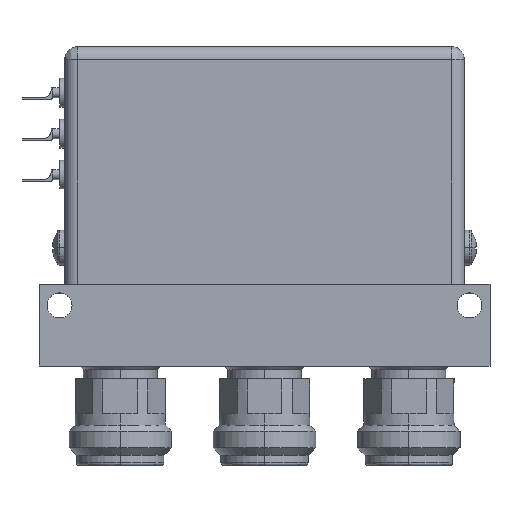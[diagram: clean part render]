
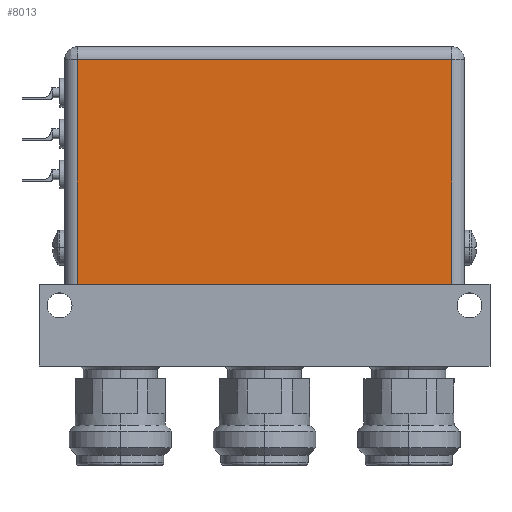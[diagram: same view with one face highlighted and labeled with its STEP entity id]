
A CAD part, top view. The second image highlights one B-rep face of the part: STEP entity #8013.
In plain terms, the highlighted face is planar.
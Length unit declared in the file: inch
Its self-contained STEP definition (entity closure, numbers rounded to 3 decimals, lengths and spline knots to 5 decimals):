
#568 = VECTOR ( 'NONE', #15881, 39.37008 ) ;
#751 = LINE ( 'NONE', #7490, #11342 ) ;
#979 = EDGE_CURVE ( 'NONE', #999, #1723, #751, .T. ) ;
#999 = VERTEX_POINT ( 'NONE', #2459 ) ;
#1723 = VERTEX_POINT ( 'NONE', #19106 ) ;
#2459 = CARTESIAN_POINT ( 'NONE',  ( 1.141, 0.4, -0.4375 ) ) ;
#2609 = DIRECTION ( 'NONE',  ( 0., 0., 1. ) ) ;
#3359 = CARTESIAN_POINT ( 'NONE',  ( -1.141, 0.4, -0.4375 ) ) ;
#4713 = DIRECTION ( 'NONE',  ( -1., 0., 0. ) ) ;
#4813 = LINE ( 'NONE', #11359, #568 ) ;
#5990 = VERTEX_POINT ( 'NONE', #3359 ) ;
#6011 = LINE ( 'NONE', #9236, #6673 ) ;
#6673 = VECTOR ( 'NONE', #12564, 39.37008 ) ;
#6989 = FACE_OUTER_BOUND ( 'NONE', #21095, .T. ) ;
#7274 = DIRECTION ( 'NONE',  ( 0., 1., 0. ) ) ;
#7490 = CARTESIAN_POINT ( 'NONE',  ( 1.141, 1.85, -0.4375 ) ) ;
#7692 = VECTOR ( 'NONE', #4713, 39.37008 ) ;
#8013 = ADVANCED_FACE ( 'NONE', ( #6989 ), #20321, .F. ) ;
#8636 = CARTESIAN_POINT ( 'NONE',  ( -1.141, 1.772, -0.4375 ) ) ;
#9236 = CARTESIAN_POINT ( 'NONE',  ( -1.141, 1.85, -0.4375 ) ) ;
#10835 = CARTESIAN_POINT ( 'NONE',  ( 1.219, 1.772, -0.4375 ) ) ;
#11034 = EDGE_CURVE ( 'NONE', #1723, #17409, #14160, .T. ) ;
#11217 = ORIENTED_EDGE ( 'NONE', *, *, #11034, .F. ) ;
#11342 = VECTOR ( 'NONE', #7274, 39.37008 ) ;
#11359 = CARTESIAN_POINT ( 'NONE',  ( 1.219, 0.4, -0.4375 ) ) ;
#12159 = EDGE_CURVE ( 'NONE', #5990, #999, #4813, .T. ) ;
#12564 = DIRECTION ( 'NONE',  ( 0., -1., 0. ) ) ;
#13165 = ORIENTED_EDGE ( 'NONE', *, *, #12159, .F. ) ;
#14160 = LINE ( 'NONE', #10835, #7692 ) ;
#15209 = ORIENTED_EDGE ( 'NONE', *, *, #979, .F. ) ;
#15881 = DIRECTION ( 'NONE',  ( 1., 0., 0. ) ) ;
#17409 = VERTEX_POINT ( 'NONE', #8636 ) ;
#17604 = DIRECTION ( 'NONE',  ( 1., 0., 0. ) ) ;
#19106 = CARTESIAN_POINT ( 'NONE',  ( 1.141, 1.772, -0.4375 ) ) ;
#19288 = EDGE_CURVE ( 'NONE', #17409, #5990, #6011, .T. ) ;
#20292 = AXIS2_PLACEMENT_3D ( 'NONE', #20847, #2609, #17604 ) ;
#20321 = PLANE ( 'NONE',  #20292 ) ;
#20847 = CARTESIAN_POINT ( 'NONE',  ( 1.219, 1.85, -0.4375 ) ) ;
#21041 = ORIENTED_EDGE ( 'NONE', *, *, #19288, .F. ) ;
#21095 = EDGE_LOOP ( 'NONE', ( #13165, #21041, #11217, #15209 ) ) ;
